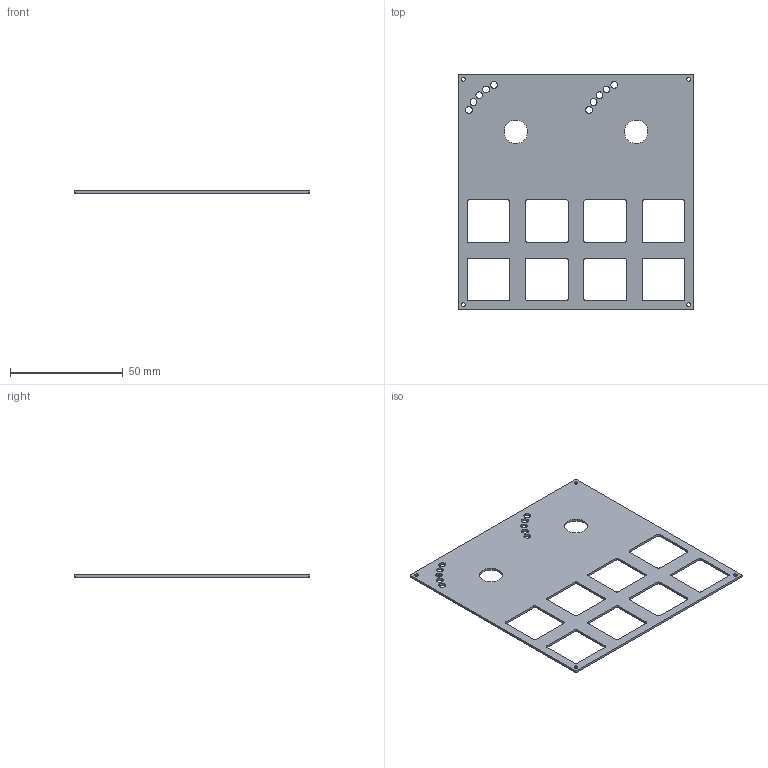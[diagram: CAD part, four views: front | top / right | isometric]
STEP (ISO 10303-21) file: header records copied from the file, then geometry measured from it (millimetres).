
FILE_DESCRIPTION(('KiCad electronic assembly'),'2;1');
FILE_NAME('FP-VSN0-3D.step','2025-02-06T09:30:25',('Pcbnew'),('Kicad'), 'Open CASCADE STEP processor 7.6','KiCad to STEP converter','Unknown' );
FILE_SCHEMA(('AUTOMOTIVE_DESIGN { 1 0 10303 214 1 1 1 1 }'));
Length unit declared in the file: millimetre
Products named in the file (2): FP-VSN0-3D 1; kibot_rmko7yp2_PCB
Assembly tree (1 placements, depth 2):
  FP-VSN0-3D 1
    kibot_rmko7yp2_PCB
Bounding box: 104.35 x 104.35 x 1 mm (x, y, z)
Volume: 7754.1 mm3; surface area: 16701.5 mm2
Topology: 1 solids, 1 shells, 126 faces, 372 edges, 248 vertices
Faces by surface type: plane 74, cylinder 52
Full cylindrical faces by diameter (mm): 1.75 x4, 3 x10, 10.5 x2
Entity records: 4353 total; most frequent: CARTESIAN_POINT 748, ORIENTED_EDGE 744, DIRECTION 732, EDGE_CURVE 372, LINE 268, VECTOR 268, VERTEX_POINT 248, AXIS2_PLACEMENT_3D 232
